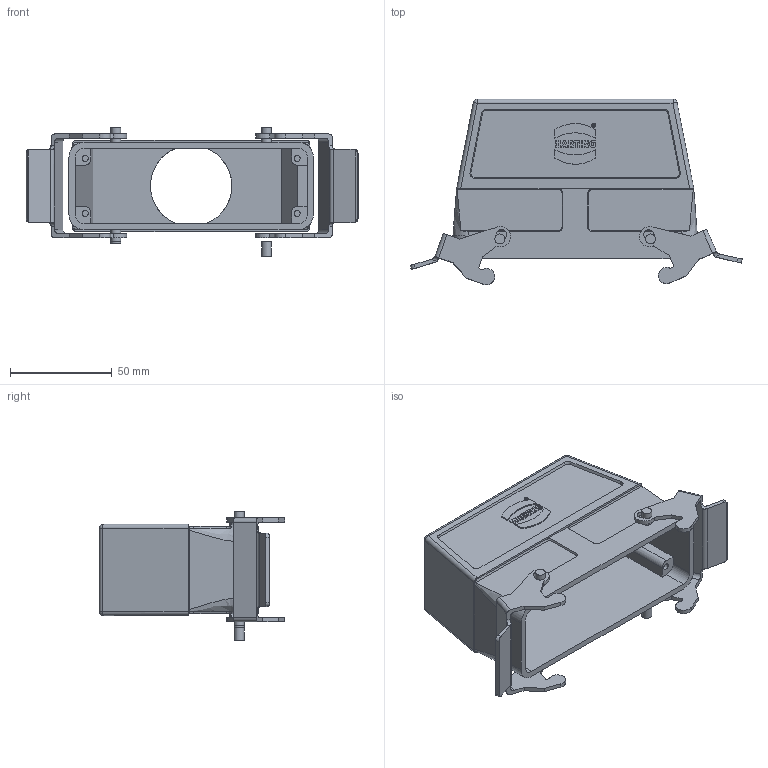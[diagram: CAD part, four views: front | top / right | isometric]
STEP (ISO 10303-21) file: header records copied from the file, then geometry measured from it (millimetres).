
FILE_DESCRIPTION((''),'2;1');
FILE_NAME('04300240766.stp','2020-07-07T15:57:37',('e.eickhoff'),(''),'Autodesk Inventor 2012','Autodesk Inventor 2012','');
FILE_SCHEMA(('AUTOMOTIVE_DESIGN { 1 0 10303 214 1 1 1 1 }'));
Length unit declared in the file: millimetre
Products named in the file (3): 04300240766; Metallbügel Quer
Assembly tree (3 placements, depth 2):
  04300240766
    04300240766
    Metallbügel Quer  x2
Bounding box: 163.02 x 91.15 x 63 mm (x, y, z)
Volume: 94800.3 mm3; surface area: 64057.8 mm2
Topology: 4 solids, 4 shells, 337 faces, 887 edges, 582 vertices
Faces by surface type: plane 224, cylinder 76, bspline 17, cone 16, sphere 4
Full cylindrical faces by diameter (mm): 1.507 x1, 1.972 x1, 3 x4, 4.9 x5, 40 x1
Entity records: 9797 total; most frequent: CARTESIAN_POINT 2561, ORIENTED_EDGE 1468, DIRECTION 1378, EDGE_CURVE 734, VECTOR 528, LINE 528, VERTEX_POINT 488, AXIS2_PLACEMENT_3D 425
